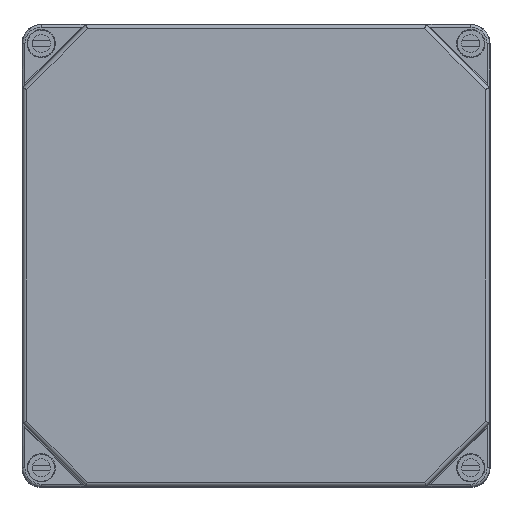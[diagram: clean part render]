
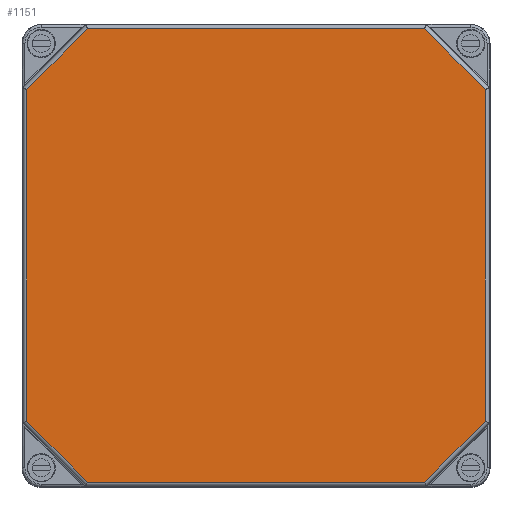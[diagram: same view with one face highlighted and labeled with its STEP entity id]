
A CAD part, top view. The second image highlights one B-rep face of the part: STEP entity #1151.
In plain terms, the highlighted planar face has unit normal (0, 0, 1).
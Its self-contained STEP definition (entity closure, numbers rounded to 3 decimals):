
#1151 = ADVANCED_FACE( '', ( #2733 ), #2734, .T. );
#2733 = FACE_OUTER_BOUND( '', #4821, .T. );
#2734 = PLANE( '', #4822 );
#4821 = EDGE_LOOP( '', ( #8040, #8041, #8042, #8043, #8044, #8045, #8046, #8047 ) );
#4822 = AXIS2_PLACEMENT_3D( '', #8048, #8049, #8050 );
#8040 = ORIENTED_EDGE( '', *, *, #12903, .T. );
#8041 = ORIENTED_EDGE( '', *, *, #12434, .F. );
#8042 = ORIENTED_EDGE( '', *, *, #12904, .T. );
#8043 = ORIENTED_EDGE( '', *, *, #12905, .F. );
#8044 = ORIENTED_EDGE( '', *, *, #12906, .T. );
#8045 = ORIENTED_EDGE( '', *, *, #12856, .T. );
#8046 = ORIENTED_EDGE( '', *, *, #12907, .T. );
#8047 = ORIENTED_EDGE( '', *, *, #12908, .T. );
#8048 = CARTESIAN_POINT( '', ( 0., 0., 92.5 ) );
#8049 = DIRECTION( '', ( 0., 0., 1. ) );
#8050 = DIRECTION( '', ( 1., 0., 0. ) );
#12434 = EDGE_CURVE( '', #15045, #15047, #15048, .T. );
#12856 = EDGE_CURVE( '', #15732, #15730, #15733, .T. );
#12903 = EDGE_CURVE( '', #15804, #15047, #15805, .T. );
#12904 = EDGE_CURVE( '', #15045, #15806, #15807, .T. );
#12905 = EDGE_CURVE( '', #15808, #15806, #15809, .T. );
#12906 = EDGE_CURVE( '', #15808, #15732, #15810, .T. );
#12907 = EDGE_CURVE( '', #15730, #15811, #15812, .T. );
#12908 = EDGE_CURVE( '', #15811, #15804, #15813, .T. );
#15045 = VERTEX_POINT( '', #18646 );
#15047 = VERTEX_POINT( '', #18648 );
#15048 = LINE( '', #18649, #18650 );
#15730 = VERTEX_POINT( '', #19582 );
#15732 = VERTEX_POINT( '', #19584 );
#15733 = LINE( '', #19585, #19586 );
#15804 = VERTEX_POINT( '', #19677 );
#15805 = LINE( '', #19678, #19679 );
#15806 = VERTEX_POINT( '', #19680 );
#15807 = LINE( '', #19681, #19682 );
#15808 = VERTEX_POINT( '', #19683 );
#15809 = LINE( '', #19684, #19685 );
#15810 = LINE( '', #19686, #19687 );
#15811 = VERTEX_POINT( '', #19688 );
#15812 = LINE( '', #19689, #19690 );
#15813 = LINE( '', #19691, #19692 );
#18646 = CARTESIAN_POINT( '', ( 65.546, -88.182, 92.5 ) );
#18648 = CARTESIAN_POINT( '', ( -65.546, -88.182, 92.5 ) );
#18649 = CARTESIAN_POINT( '', ( 100., -88.182, 92.5 ) );
#18650 = VECTOR( '', #22456, 1000. );
#19582 = CARTESIAN_POINT( '', ( -65.546, 88.182, 92.5 ) );
#19584 = CARTESIAN_POINT( '', ( 65.546, 88.182, 92.5 ) );
#19585 = CARTESIAN_POINT( '', ( 100., 88.182, 92.5 ) );
#19586 = VECTOR( '', #23068, 1000. );
#19677 = CARTESIAN_POINT( '', ( -89.182, -64.546, 92.5 ) );
#19678 = CARTESIAN_POINT( '', ( -95.042, -58.686, 92.5 ) );
#19679 = VECTOR( '', #23131, 1000. );
#19680 = CARTESIAN_POINT( '', ( 89.182, -64.546, 92.5 ) );
#19681 = CARTESIAN_POINT( '', ( 59.686, -94.042, 92.5 ) );
#19682 = VECTOR( '', #23132, 1000. );
#19683 = CARTESIAN_POINT( '', ( 89.182, 64.546, 92.5 ) );
#19684 = CARTESIAN_POINT( '', ( 89.182, 150., 92.5 ) );
#19685 = VECTOR( '', #23133, 1000. );
#19686 = CARTESIAN_POINT( '', ( 95.042, 58.686, 92.5 ) );
#19687 = VECTOR( '', #23134, 1000. );
#19688 = CARTESIAN_POINT( '', ( -89.182, 64.546, 92.5 ) );
#19689 = CARTESIAN_POINT( '', ( -59.686, 94.042, 92.5 ) );
#19690 = VECTOR( '', #23135, 1000. );
#19691 = CARTESIAN_POINT( '', ( -89.182, 150., 92.5 ) );
#19692 = VECTOR( '', #23136, 1000. );
#22456 = DIRECTION( '', ( -1., 0., 0. ) );
#23068 = DIRECTION( '', ( -1., 0., 0. ) );
#23131 = DIRECTION( '', ( 0.707, -0.707, 0. ) );
#23132 = DIRECTION( '', ( 0.707, 0.707, 0. ) );
#23133 = DIRECTION( '', ( 0., -1., 0. ) );
#23134 = DIRECTION( '', ( -0.707, 0.707, 0. ) );
#23135 = DIRECTION( '', ( -0.707, -0.707, 0. ) );
#23136 = DIRECTION( '', ( 0., -1., 0. ) );
